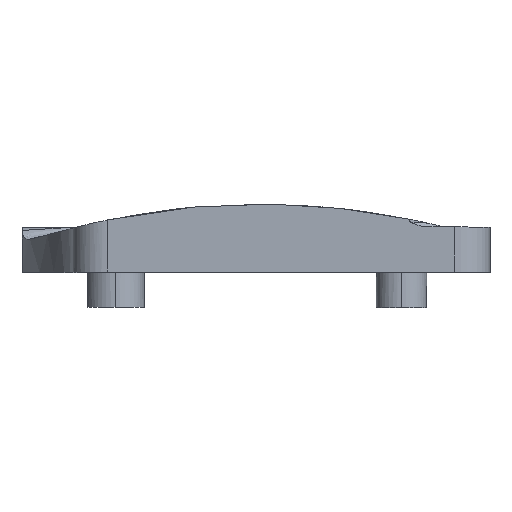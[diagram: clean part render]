
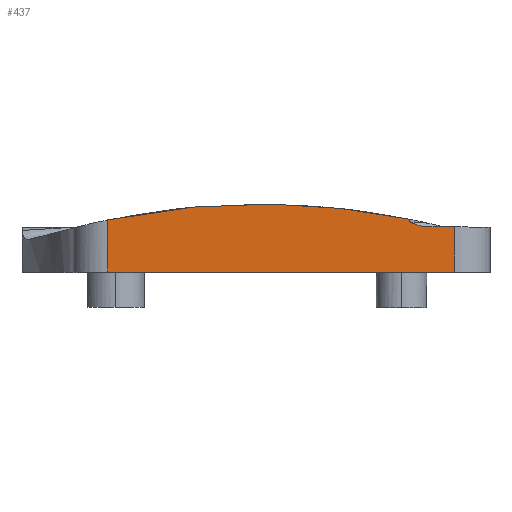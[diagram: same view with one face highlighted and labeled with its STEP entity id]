
A CAD part, top view. The second image highlights one B-rep face of the part: STEP entity #437.
In plain terms, the highlighted planar face has unit normal (0, 0, 1).
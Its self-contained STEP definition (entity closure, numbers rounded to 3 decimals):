
#97 = CARTESIAN_POINT ( 'NONE',  ( 16.351, 2.149, 39. ) ) ;
#109 = ORIENTED_EDGE ( 'NONE', *, *, #2753, .T. ) ;
#111 = CARTESIAN_POINT ( 'NONE',  ( 16.844, 2.012, 39. ) ) ;
#144 = CARTESIAN_POINT ( 'NONE',  ( 15.928, 2.305, 39. ) ) ;
#155 = DIRECTION ( 'NONE',  ( 0., 1., 0. ) ) ;
#172 = VERTEX_POINT ( 'NONE', #288 ) ;
#210 = DIRECTION ( 'NONE',  ( 1., 0., 0. ) ) ;
#288 = CARTESIAN_POINT ( 'NONE',  ( 19.999, 1.972, 39. ) ) ;
#311 = DIRECTION ( 'NONE',  ( -1., 0., 0. ) ) ;
#343 = ORIENTED_EDGE ( 'NONE', *, *, #2046, .F. ) ;
#345 = LINE ( 'NONE', #2049, #1700 ) ;
#359 = CARTESIAN_POINT ( 'NONE',  ( 16.286, 2.171, 39. ) ) ;
#392 = CARTESIAN_POINT ( 'NONE',  ( 17.22, 1.972, 39. ) ) ;
#437 = ADVANCED_FACE ( 'NONE', ( #1551 ), #3127, .T. ) ;
#465 = B_SPLINE_CURVE_WITH_KNOTS ( 'NONE', 2,
 ( #2395, #2648, #2742, #2758, #1213, #2251, #782 ),
 .UNSPECIFIED., .F., .F.,
 ( 3, 1, 1, 1, 1, 3 ),
 ( 0.068, 0.166, 0.367, 0.634, 0.834, 0.932 ),
 .UNSPECIFIED. ) ;
#470 = VECTOR ( 'NONE', #480, 1000. ) ;
#480 = DIRECTION ( 'NONE',  ( 1., 0., 0. ) ) ;
#544 = CARTESIAN_POINT ( 'NONE',  ( -14.501, -0.728, 39. ) ) ;
#597 = ORIENTED_EDGE ( 'NONE', *, *, #2066, .T. ) ;
#598 = CARTESIAN_POINT ( 'NONE',  ( 17.048, 1.979, 39. ) ) ;
#631 = VERTEX_POINT ( 'NONE', #963 ) ;
#645 = CARTESIAN_POINT ( 'NONE',  ( 15.706, 2.392, 39. ) ) ;
#782 = CARTESIAN_POINT ( 'NONE',  ( 15.499, 2.745, 39. ) ) ;
#824 = CARTESIAN_POINT ( 'NONE',  ( 16.914, 1.999, 39. ) ) ;
#842 = CARTESIAN_POINT ( 'NONE',  ( 15.74, 2.379, 39. ) ) ;
#859 = VERTEX_POINT ( 'NONE', #3125 ) ;
#876 = CARTESIAN_POINT ( 'NONE',  ( 15.77, 2.367, 39. ) ) ;
#877 = ORIENTED_EDGE ( 'NONE', *, *, #1140, .T. ) ;
#892 = CARTESIAN_POINT ( 'NONE',  ( 16.794, 2.023, 39. ) ) ;
#915 = DIRECTION ( 'NONE',  ( 0., 1., 0. ) ) ;
#947 = LINE ( 'NONE', #3150, #2747 ) ;
#963 = CARTESIAN_POINT ( 'NONE',  ( 17.22, 1.972, 39. ) ) ;
#1002 = VECTOR ( 'NONE', #155, 1000. ) ;
#1064 = CARTESIAN_POINT ( 'NONE',  ( 15.961, 2.292, 39. ) ) ;
#1067 = ORIENTED_EDGE ( 'NONE', *, *, #1567, .T. ) ;
#1078 = CARTESIAN_POINT ( 'NONE',  ( 15.499, 2.472, 39. ) ) ;
#1096 = CARTESIAN_POINT ( 'NONE',  ( 15.714, 2.389, 39. ) ) ;
#1112 = CARTESIAN_POINT ( 'NONE',  ( 16.361, 2.145, 39. ) ) ;
#1128 = CARTESIAN_POINT ( 'NONE',  ( 16.192, 2.205, 39. ) ) ;
#1140 = EDGE_CURVE ( 'NONE', #172, #631, #345, .T. ) ;
#1213 = CARTESIAN_POINT ( 'NONE',  ( 8.596, 3.905, 39. ) ) ;
#1285 = VERTEX_POINT ( 'NONE', #2161 ) ;
#1309 = B_SPLINE_CURVE_WITH_KNOTS ( 'NONE', 3,
 ( #392, #1331, #598, #824, #111, #1572, #892, #2799, #2343, #2783, #1586, #2060, #2848, #2835, #1112, #97, #1353, #359, #1128, #2112, #2096, #1064, #3075, #144, #2291, #1368, #876, #842, #2047, #3023, #1096, #1854, #645, #3058, #1078 ),
 .UNSPECIFIED., .F., .F.,
 ( 4, 1, 1, 1, 1, 2, 2, 1, 1, 1, 1, 2, 2, 1, 1, 1, 2, 2, 1, 1, 1, 1, 2, 2, 4 ),
 ( 0., 0.125, 0.187, 0.219, 0.234, 0.242, 0.25, 0.375, 0.437, 0.469, 0.484, 0.492, 0.5, 0.625, 0.687, 0.719, 0.734, 0.75, 0.812, 0.844, 0.859, 0.867, 0.871, 0.875, 1. ),
 .UNSPECIFIED. ) ;
#1330 = EDGE_LOOP ( 'NONE', ( #597, #1067, #2893, #877, #1347, #109, #343 ) ) ;
#1331 = CARTESIAN_POINT ( 'NONE',  ( 17.154, 1.972, 39. ) ) ;
#1347 = ORIENTED_EDGE ( 'NONE', *, *, #2503, .T. ) ;
#1353 = CARTESIAN_POINT ( 'NONE',  ( 16.345, 2.151, 39. ) ) ;
#1368 = CARTESIAN_POINT ( 'NONE',  ( 15.832, 2.343, 39. ) ) ;
#1387 = AXIS2_PLACEMENT_3D ( 'NONE', #2884, #1418, #210 ) ;
#1418 = DIRECTION ( 'NONE',  ( 0., 0., 1. ) ) ;
#1430 = CARTESIAN_POINT ( 'NONE',  ( -14.501, 2.673, 39. ) ) ;
#1502 = LINE ( 'NONE', #544, #2630 ) ;
#1551 = FACE_OUTER_BOUND ( 'NONE', #1330, .T. ) ;
#1567 = EDGE_CURVE ( 'NONE', #2283, #1285, #1959, .T. ) ;
#1572 = CARTESIAN_POINT ( 'NONE',  ( 16.809, 2.02, 39. ) ) ;
#1586 = CARTESIAN_POINT ( 'NONE',  ( 16.606, 2.068, 39. ) ) ;
#1700 = VECTOR ( 'NONE', #311, 1000. ) ;
#1783 = CARTESIAN_POINT ( 'NONE',  ( 15.499, 0., 39. ) ) ;
#1854 = CARTESIAN_POINT ( 'NONE',  ( 15.709, 2.391, 39. ) ) ;
#1959 = LINE ( 'NONE', #2935, #470 ) ;
#2046 = EDGE_CURVE ( 'NONE', #2337, #859, #465, .T. ) ;
#2047 = CARTESIAN_POINT ( 'NONE',  ( 15.725, 2.385, 39. ) ) ;
#2049 = CARTESIAN_POINT ( 'NONE',  ( 15.499, 1.972, 39. ) ) ;
#2060 = CARTESIAN_POINT ( 'NONE',  ( 16.477, 2.107, 39. ) ) ;
#2066 = EDGE_CURVE ( 'NONE', #2337, #2283, #1502, .T. ) ;
#2075 = LINE ( 'NONE', #1783, #1002 ) ;
#2096 = CARTESIAN_POINT ( 'NONE',  ( 15.992, 2.28, 39. ) ) ;
#2112 = CARTESIAN_POINT ( 'NONE',  ( 16.062, 2.254, 39. ) ) ;
#2161 = CARTESIAN_POINT ( 'NONE',  ( 19.999, -2.5, 39. ) ) ;
#2251 = CARTESIAN_POINT ( 'NONE',  ( 13.784, 3.095, 39. ) ) ;
#2283 = VERTEX_POINT ( 'NONE', #3046 ) ;
#2291 = CARTESIAN_POINT ( 'NONE',  ( 15.884, 2.322, 39. ) ) ;
#2337 = VERTEX_POINT ( 'NONE', #1430 ) ;
#2343 = CARTESIAN_POINT ( 'NONE',  ( 16.777, 2.027, 39. ) ) ;
#2395 = CARTESIAN_POINT ( 'NONE',  ( -14.501, 2.673, 39. ) ) ;
#2475 = CARTESIAN_POINT ( 'NONE',  ( 15.499, 2.472, 39. ) ) ;
#2492 = DIRECTION ( 'NONE',  ( 0., -1., 0. ) ) ;
#2503 = EDGE_CURVE ( 'NONE', #631, #3074, #1309, .T. ) ;
#2630 = VECTOR ( 'NONE', #2492, 1000. ) ;
#2648 = CARTESIAN_POINT ( 'NONE',  ( -12.794, 3.03, 39. ) ) ;
#2742 = CARTESIAN_POINT ( 'NONE',  ( -7.621, 3.864, 39. ) ) ;
#2747 = VECTOR ( 'NONE', #915, 1000. ) ;
#2753 = EDGE_CURVE ( 'NONE', #3074, #859, #2075, .T. ) ;
#2758 = CARTESIAN_POINT ( 'NONE',  ( 0.485, 4.4, 39. ) ) ;
#2783 = CARTESIAN_POINT ( 'NONE',  ( 16.709, 2.042, 39. ) ) ;
#2799 = CARTESIAN_POINT ( 'NONE',  ( 16.783, 2.025, 39. ) ) ;
#2835 = CARTESIAN_POINT ( 'NONE',  ( 16.376, 2.14, 39. ) ) ;
#2848 = CARTESIAN_POINT ( 'NONE',  ( 16.41, 2.129, 39. ) ) ;
#2884 = CARTESIAN_POINT ( 'NONE',  ( 0., 0., 39. ) ) ;
#2893 = ORIENTED_EDGE ( 'NONE', *, *, #2947, .T. ) ;
#2935 = CARTESIAN_POINT ( 'NONE',  ( -14.501, -2.5, 39. ) ) ;
#2947 = EDGE_CURVE ( 'NONE', #1285, #172, #947, .T. ) ;
#3023 = CARTESIAN_POINT ( 'NONE',  ( 15.718, 2.387, 39. ) ) ;
#3046 = CARTESIAN_POINT ( 'NONE',  ( -14.501, -2.5, 39. ) ) ;
#3058 = CARTESIAN_POINT ( 'NONE',  ( 15.636, 2.419, 39. ) ) ;
#3074 = VERTEX_POINT ( 'NONE', #2475 ) ;
#3075 = CARTESIAN_POINT ( 'NONE',  ( 15.94, 2.3, 39. ) ) ;
#3125 = CARTESIAN_POINT ( 'NONE',  ( 15.499, 2.745, 39. ) ) ;
#3127 = PLANE ( 'NONE',  #1387 ) ;
#3150 = CARTESIAN_POINT ( 'NONE',  ( 19.999, 0., 39. ) ) ;
